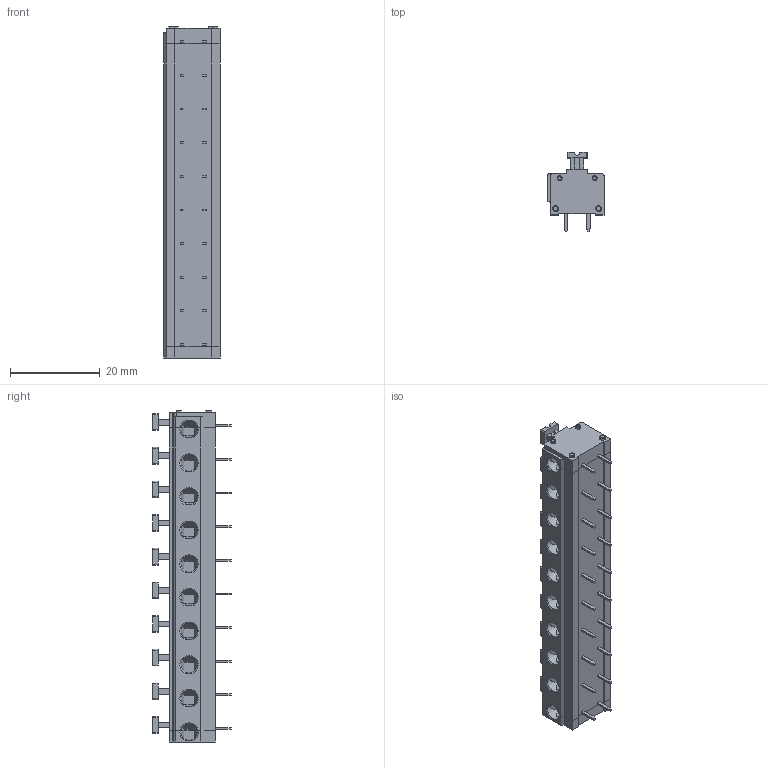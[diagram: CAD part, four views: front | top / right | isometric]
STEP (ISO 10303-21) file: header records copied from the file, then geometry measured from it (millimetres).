
FILE_DESCRIPTION( ( 'Unknown' ), '1' );
FILE_NAME( '691411910010.stp', 'Unknown', ( 'Unknown' ), ( 'Unknown' ), 'PSStep 18.0.17', 'Unknown', ' ' );
FILE_SCHEMA( ( 'AUTOMOTIVE_DESIGN { 1 0 10303 214 1 1 1 1 }' ) );
Length unit declared in the file: millimetre
Products named in the file (4): Assem1; MRT1P7.5_SX; MRT1P7.5_DX; 691411910010
Assembly tree (3 placements, depth 2):
  Assem1
    MRT1P7.5_SX
    MRT1P7.5_DX
    691411910010
Bounding box: 12.5 x 17.5 x 74 mm (x, y, z)
Volume: 7997.9 mm3; surface area: 5884.5 mm2
Topology: 3 solids, 3 shells, 627 faces, 1626 edges, 1062 vertices
Faces by surface type: plane 502, cylinder 103, cone 18, torus 4
Full cylindrical faces by diameter (mm): 1.05 x2, 1.1 x2, 1.25 x2, 1.3 x2, 3.7 x8
Entity records: 24196 total; most frequent: CARTESIAN_POINT 3699, ORIENTED_EDGE 3188, DIRECTION 3106, EDGE_CURVE 1594, LINE 1304, VECTOR 1304, VERTEX_POINT 1054, AXIS2_PLACEMENT_3D 901
